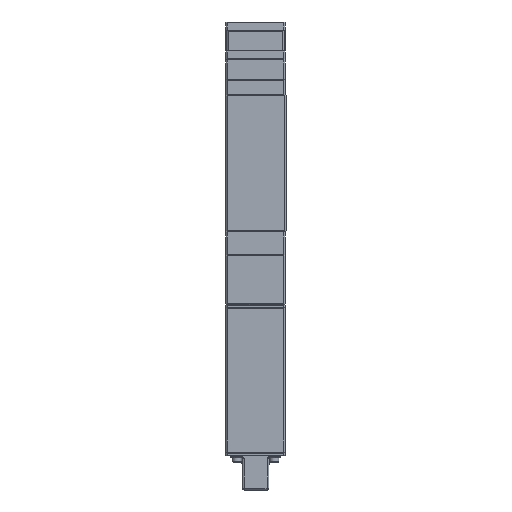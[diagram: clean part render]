
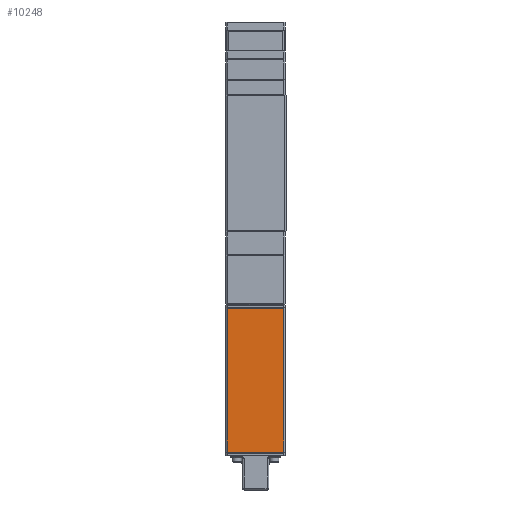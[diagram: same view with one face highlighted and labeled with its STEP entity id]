
A CAD part, left-side view. The second image highlights one B-rep face of the part: STEP entity #10248.
In plain terms, the highlighted face is planar.
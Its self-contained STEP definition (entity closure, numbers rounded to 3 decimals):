
#231 = VERTEX_POINT ( 'NONE', #12877 ) ;
#2778 = AXIS2_PLACEMENT_3D ( 'NONE', #17823, #46444, #26126 ) ;
#5459 = DIRECTION ( 'NONE',  ( 0., 1., 0. ) ) ;
#6601 = CARTESIAN_POINT ( 'NONE',  ( 42.2, 16.5, 17.5 ) ) ;
#10248 = ADVANCED_FACE ( 'NONE', ( #18088 ), #45912, .F. ) ;
#12175 = ORIENTED_EDGE ( 'NONE', *, *, #25590, .T. ) ;
#12748 = LINE ( 'NONE', #45952, #50578 ) ;
#12877 = CARTESIAN_POINT ( 'NONE',  ( -42.2, 16.5, 17.5 ) ) ;
#13624 = VECTOR ( 'NONE', #40127, 1000. ) ;
#15487 = CARTESIAN_POINT ( 'NONE',  ( -42.2, 17.5, 17.5 ) ) ;
#16601 = VECTOR ( 'NONE', #35710, 1000. ) ;
#17471 = EDGE_CURVE ( 'NONE', #39436, #33202, #31960, .T. ) ;
#17823 = CARTESIAN_POINT ( 'NONE',  ( 42.5, 17.5, 17.5 ) ) ;
#18088 = FACE_OUTER_BOUND ( 'NONE', #20918, .T. ) ;
#19538 = LINE ( 'NONE', #15487, #13624 ) ;
#20918 = EDGE_LOOP ( 'NONE', ( #51708, #29910, #21465, #12175 ) ) ;
#21465 = ORIENTED_EDGE ( 'NONE', *, *, #17471, .T. ) ;
#22867 = VECTOR ( 'NONE', #52280, 1000. ) ;
#23417 = CARTESIAN_POINT ( 'NONE',  ( 42.5, -16.5, 17.5 ) ) ;
#25406 = VERTEX_POINT ( 'NONE', #6601 ) ;
#25590 = EDGE_CURVE ( 'NONE', #33202, #25406, #12748, .T. ) ;
#25872 = CARTESIAN_POINT ( 'NONE',  ( -42.2, -16.5, 17.5 ) ) ;
#26126 = DIRECTION ( 'NONE',  ( 0., 1., 0. ) ) ;
#27890 = EDGE_CURVE ( 'NONE', #25406, #231, #47994, .T. ) ;
#29910 = ORIENTED_EDGE ( 'NONE', *, *, #44190, .T. ) ;
#30178 = CARTESIAN_POINT ( 'NONE',  ( 42.2, -16.5, 17.5 ) ) ;
#31960 = LINE ( 'NONE', #23417, #22867 ) ;
#33202 = VERTEX_POINT ( 'NONE', #30178 ) ;
#35710 = DIRECTION ( 'NONE',  ( -1., 0., 0. ) ) ;
#39436 = VERTEX_POINT ( 'NONE', #25872 ) ;
#40127 = DIRECTION ( 'NONE',  ( 0., -1., 0. ) ) ;
#44190 = EDGE_CURVE ( 'NONE', #231, #39436, #19538, .T. ) ;
#45912 = PLANE ( 'NONE',  #2778 ) ;
#45952 = CARTESIAN_POINT ( 'NONE',  ( 42.2, 16.5, 17.5 ) ) ;
#46444 = DIRECTION ( 'NONE',  ( 0., 0., -1. ) ) ;
#47994 = LINE ( 'NONE', #51757, #16601 ) ;
#50578 = VECTOR ( 'NONE', #5459, 1000. ) ;
#51708 = ORIENTED_EDGE ( 'NONE', *, *, #27890, .T. ) ;
#51757 = CARTESIAN_POINT ( 'NONE',  ( 42.5, 16.5, 17.5 ) ) ;
#52280 = DIRECTION ( 'NONE',  ( 1., 0., 0. ) ) ;
